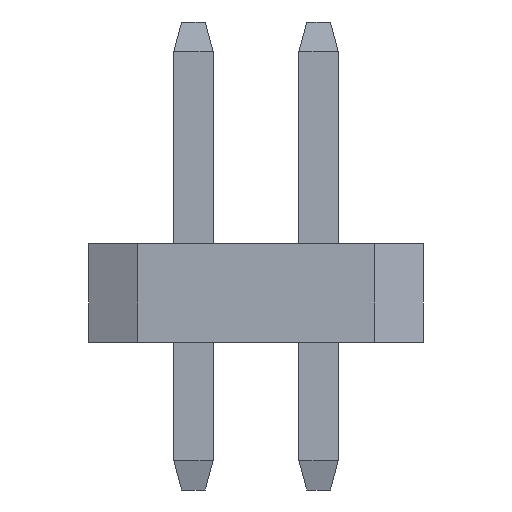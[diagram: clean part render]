
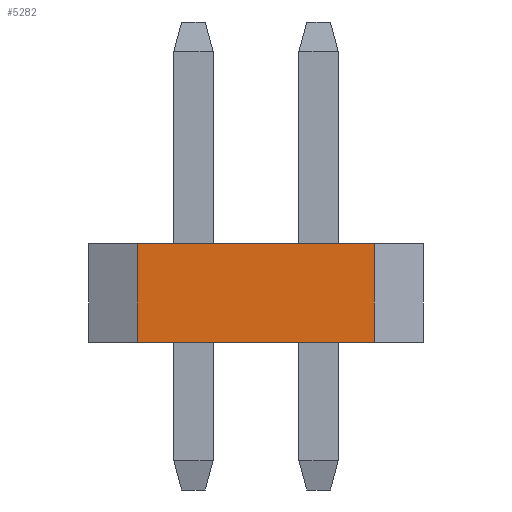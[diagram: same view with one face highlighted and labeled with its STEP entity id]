
A CAD part, left-side view. The second image highlights one B-rep face of the part: STEP entity #5282.
In plain terms, the highlighted planar face has unit normal (-1, 0, 0).
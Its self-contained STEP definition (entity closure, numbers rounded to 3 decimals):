
#209 = ORIENTED_EDGE ( 'NONE', *, *, #7457, .T. ) ;
#230 = VECTOR ( 'NONE', #542, 1000. ) ;
#377 = ORIENTED_EDGE ( 'NONE', *, *, #4238, .F. ) ;
#442 = VECTOR ( 'NONE', #8737, 1000. ) ;
#542 = DIRECTION ( 'NONE',  ( 0., -1., 0. ) ) ;
#753 = DIRECTION ( 'NONE',  ( 1., 0., 0. ) ) ;
#851 = EDGE_CURVE ( 'NONE', #10217, #7946, #3440, .T. ) ;
#997 = ORIENTED_EDGE ( 'NONE', *, *, #11469, .T. ) ;
#1658 = EDGE_LOOP ( 'NONE', ( #209, #997, #377, #4544 ) ) ;
#2118 = LINE ( 'NONE', #3267, #442 ) ;
#3267 = CARTESIAN_POINT ( 'NONE',  ( -8.89, -1.2, -1.5 ) ) ;
#3440 = LINE ( 'NONE', #5271, #7324 ) ;
#3443 = CARTESIAN_POINT ( 'NONE',  ( -8.89, 1.2, 1. ) ) ;
#3446 = DIRECTION ( 'NONE',  ( 0., 0., -1. ) ) ;
#3868 = VERTEX_POINT ( 'NONE', #11430 ) ;
#4051 = DIRECTION ( 'NONE',  ( 0., -1., 0. ) ) ;
#4238 = EDGE_CURVE ( 'NONE', #7946, #11178, #5010, .T. ) ;
#4544 = ORIENTED_EDGE ( 'NONE', *, *, #851, .F. ) ;
#5010 = LINE ( 'NONE', #8586, #230 ) ;
#5052 = CARTESIAN_POINT ( 'NONE',  ( -8.89, -1.7, 0. ) ) ;
#5100 = PLANE ( 'NONE',  #6622 ) ;
#5217 = FACE_OUTER_BOUND ( 'NONE', #1658, .T. ) ;
#5271 = CARTESIAN_POINT ( 'NONE',  ( -8.89, 1.2, -1.5 ) ) ;
#5282 = ADVANCED_FACE ( 'NONE', ( #5217 ), #5100, .F. ) ;
#5498 = CARTESIAN_POINT ( 'NONE',  ( -8.89, 1.2, 0. ) ) ;
#5812 = LINE ( 'NONE', #5052, #10322 ) ;
#6622 = AXIS2_PLACEMENT_3D ( 'NONE', #10384, #753, #3446 ) ;
#6910 = DIRECTION ( 'NONE',  ( 0., 0., 1. ) ) ;
#7324 = VECTOR ( 'NONE', #6910, 1000. ) ;
#7383 = CARTESIAN_POINT ( 'NONE',  ( -8.89, -1.2, 1. ) ) ;
#7457 = EDGE_CURVE ( 'NONE', #10217, #3868, #5812, .T. ) ;
#7946 = VERTEX_POINT ( 'NONE', #3443 ) ;
#8586 = CARTESIAN_POINT ( 'NONE',  ( -8.89, -1.7, 1. ) ) ;
#8737 = DIRECTION ( 'NONE',  ( 0., 0., 1. ) ) ;
#10217 = VERTEX_POINT ( 'NONE', #5498 ) ;
#10322 = VECTOR ( 'NONE', #4051, 1000. ) ;
#10384 = CARTESIAN_POINT ( 'NONE',  ( -8.89, -1.7, 1. ) ) ;
#11178 = VERTEX_POINT ( 'NONE', #7383 ) ;
#11430 = CARTESIAN_POINT ( 'NONE',  ( -8.89, -1.2, 0. ) ) ;
#11469 = EDGE_CURVE ( 'NONE', #3868, #11178, #2118, .T. ) ;
